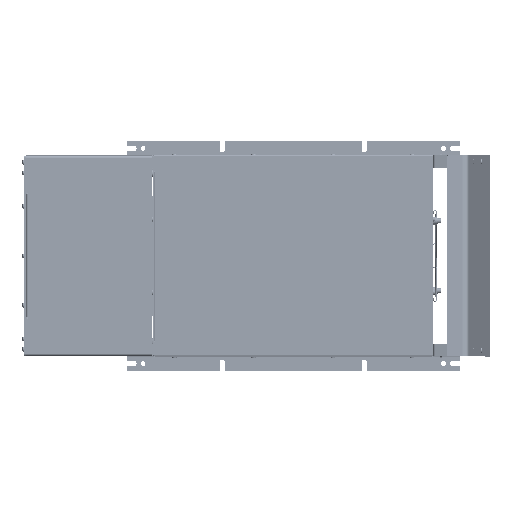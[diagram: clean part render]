
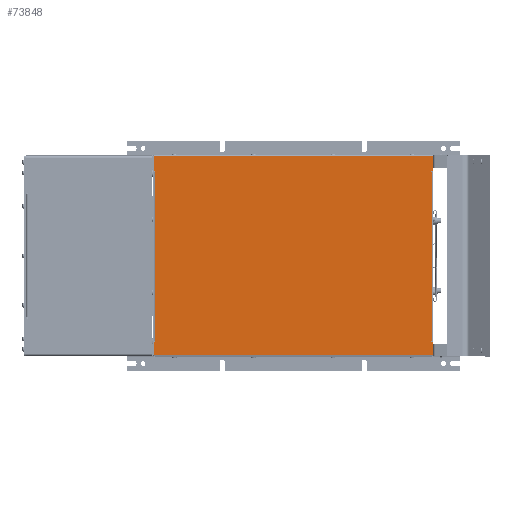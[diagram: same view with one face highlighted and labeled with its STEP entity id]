
A CAD part, top view. The second image highlights one B-rep face of the part: STEP entity #73848.
In plain terms, the highlighted planar face has unit normal (0, 0, 1).
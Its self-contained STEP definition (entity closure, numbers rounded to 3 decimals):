
#4284=LINE('',#108811,#10955);
#4289=LINE('',#108828,#10960);
#4292=LINE('',#108838,#10963);
#4299=LINE('',#108857,#10970);
#4300=LINE('',#108860,#10971);
#4303=LINE('',#108865,#10974);
#4319=LINE('',#108898,#10990);
#4322=LINE('',#108903,#10993);
#4324=LINE('',#108906,#10995);
#4325=LINE('',#108909,#10996);
#4326=LINE('',#108911,#10997);
#4327=LINE('',#108913,#10998);
#4328=LINE('',#108915,#10999);
#4329=LINE('',#108917,#11000);
#4330=LINE('',#108919,#11001);
#4331=LINE('',#108921,#11002);
#4332=LINE('',#108923,#11003);
#4333=LINE('',#108925,#11004);
#4334=LINE('',#108927,#11005);
#4335=LINE('',#108928,#11006);
#10955=VECTOR('',#86992,458.);
#10960=VECTOR('',#87015,22.);
#10963=VECTOR('',#87026,278.);
#10970=VECTOR('',#87049,0.5);
#10971=VECTOR('',#87052,2.5);
#10974=VECTOR('',#87057,1.);
#10990=VECTOR('',#87077,2.5);
#10993=VECTOR('',#87082,0.5);
#10995=VECTOR('',#87086,1.);
#10996=VECTOR('',#87089,22.);
#10997=VECTOR('',#87090,2.5);
#10998=VECTOR('',#87091,1.);
#10999=VECTOR('',#87092,0.5);
#11000=VECTOR('',#87093,278.);
#11001=VECTOR('',#87094,0.5);
#11002=VECTOR('',#87095,1.);
#11003=VECTOR('',#87096,2.5);
#11004=VECTOR('',#87097,24.);
#11005=VECTOR('',#87098,458.);
#11006=VECTOR('',#87099,24.);
#17045=PLANE('',#78043);
#20380=FACE_OUTER_BOUND('',#24552,.T.);
#24552=EDGE_LOOP('',(#53525,#53526,#53527,#53528,#53529,#53530,#53531,#53532,
#53533,#53534,#53535,#53536,#53537,#53538,#53539,#53540,#53541,#53542,#53543,
#53544));
#33132=VERTEX_POINT('',#108808);
#33133=VERTEX_POINT('',#108810);
#33136=VERTEX_POINT('',#108827);
#33138=VERTEX_POINT('',#108835);
#33139=VERTEX_POINT('',#108837);
#33143=VERTEX_POINT('',#108855);
#33144=VERTEX_POINT('',#108859);
#33159=VERTEX_POINT('',#108896);
#33160=VERTEX_POINT('',#108897);
#33161=VERTEX_POINT('',#108902);
#33162=VERTEX_POINT('',#108908);
#33163=VERTEX_POINT('',#108910);
#33164=VERTEX_POINT('',#108912);
#33165=VERTEX_POINT('',#108914);
#33166=VERTEX_POINT('',#108916);
#33167=VERTEX_POINT('',#108918);
#33168=VERTEX_POINT('',#108920);
#33169=VERTEX_POINT('',#108922);
#33170=VERTEX_POINT('',#108924);
#33171=VERTEX_POINT('',#108926);
#41182=EDGE_CURVE('',#33133,#33132,#4284,.T.);
#41190=EDGE_CURVE('',#33133,#33136,#4289,.T.);
#41194=EDGE_CURVE('',#33139,#33138,#4292,.T.);
#41204=EDGE_CURVE('',#33138,#33143,#4299,.T.);
#41205=EDGE_CURVE('',#33144,#33136,#4300,.T.);
#41208=EDGE_CURVE('',#33143,#33144,#4303,.T.);
#41224=EDGE_CURVE('',#33159,#33160,#4319,.T.);
#41227=EDGE_CURVE('',#33161,#33139,#4322,.T.);
#41229=EDGE_CURVE('',#33160,#33161,#4324,.T.);
#41230=EDGE_CURVE('',#33162,#33132,#4325,.T.);
#41231=EDGE_CURVE('',#33162,#33163,#4326,.T.);
#41232=EDGE_CURVE('',#33163,#33164,#4327,.T.);
#41233=EDGE_CURVE('',#33164,#33165,#4328,.T.);
#41234=EDGE_CURVE('',#33165,#33166,#4329,.T.);
#41235=EDGE_CURVE('',#33166,#33167,#4330,.T.);
#41236=EDGE_CURVE('',#33167,#33168,#4331,.T.);
#41237=EDGE_CURVE('',#33168,#33169,#4332,.T.);
#41238=EDGE_CURVE('',#33170,#33169,#4333,.T.);
#41239=EDGE_CURVE('',#33170,#33171,#4334,.T.);
#41240=EDGE_CURVE('',#33159,#33171,#4335,.T.);
#53525=ORIENTED_EDGE('',*,*,#41182,.T.);
#53526=ORIENTED_EDGE('',*,*,#41230,.F.);
#53527=ORIENTED_EDGE('',*,*,#41231,.T.);
#53528=ORIENTED_EDGE('',*,*,#41232,.T.);
#53529=ORIENTED_EDGE('',*,*,#41233,.T.);
#53530=ORIENTED_EDGE('',*,*,#41234,.T.);
#53531=ORIENTED_EDGE('',*,*,#41235,.T.);
#53532=ORIENTED_EDGE('',*,*,#41236,.T.);
#53533=ORIENTED_EDGE('',*,*,#41237,.T.);
#53534=ORIENTED_EDGE('',*,*,#41238,.F.);
#53535=ORIENTED_EDGE('',*,*,#41239,.T.);
#53536=ORIENTED_EDGE('',*,*,#41240,.F.);
#53537=ORIENTED_EDGE('',*,*,#41224,.T.);
#53538=ORIENTED_EDGE('',*,*,#41229,.T.);
#53539=ORIENTED_EDGE('',*,*,#41227,.T.);
#53540=ORIENTED_EDGE('',*,*,#41194,.T.);
#53541=ORIENTED_EDGE('',*,*,#41204,.T.);
#53542=ORIENTED_EDGE('',*,*,#41208,.T.);
#53543=ORIENTED_EDGE('',*,*,#41205,.T.);
#53544=ORIENTED_EDGE('',*,*,#41190,.F.);
#73848=ADVANCED_FACE('',(#20380),#17045,.T.);
#78043=AXIS2_PLACEMENT_3D('',#108907,#87087,#87088);
#86992=DIRECTION('',(-1.,0.,0.));
#87015=DIRECTION('',(0.,-1.,0.));
#87026=DIRECTION('',(0.,1.,0.));
#87049=DIRECTION('',(-1.,0.,0.));
#87052=DIRECTION('',(1.,0.,0.));
#87057=DIRECTION('',(0.,1.,0.));
#87077=DIRECTION('',(-1.,0.,0.));
#87082=DIRECTION('',(1.,0.,0.));
#87086=DIRECTION('',(0.,1.,0.));
#87087=DIRECTION('center_axis',(0.,0.,1.));
#87088=DIRECTION('ref_axis',(1.,0.,0.));
#87089=DIRECTION('',(0.,1.,0.));
#87090=DIRECTION('',(1.,0.,0.));
#87091=DIRECTION('',(0.,-1.,0.));
#87092=DIRECTION('',(-1.,0.,0.));
#87093=DIRECTION('',(0.,-1.,0.));
#87094=DIRECTION('',(1.,0.,0.));
#87095=DIRECTION('',(0.,-1.,0.));
#87096=DIRECTION('',(-1.,0.,0.));
#87097=DIRECTION('',(0.,1.,0.));
#87098=DIRECTION('',(1.,0.,0.));
#87099=DIRECTION('',(0.,-1.,0.));
#108808=CARTESIAN_POINT('',(-229.,163.,1.));
#108810=CARTESIAN_POINT('',(229.,163.,1.));
#108811=CARTESIAN_POINT('',(-114.5,163.,1.));
#108827=CARTESIAN_POINT('',(229.,141.,1.));
#108828=CARTESIAN_POINT('',(229.,165.,1.));
#108835=CARTESIAN_POINT('',(227.,140.,1.));
#108837=CARTESIAN_POINT('',(227.,-138.,1.));
#108838=CARTESIAN_POINT('',(227.,70.,1.));
#108855=CARTESIAN_POINT('',(226.5,140.,1.));
#108857=CARTESIAN_POINT('',(113.25,140.,1.));
#108859=CARTESIAN_POINT('',(226.5,141.,1.));
#108860=CARTESIAN_POINT('',(114.5,141.,1.));
#108865=CARTESIAN_POINT('',(226.5,70.5,1.));
#108896=CARTESIAN_POINT('',(229.,-139.,1.));
#108897=CARTESIAN_POINT('',(226.5,-139.,1.));
#108898=CARTESIAN_POINT('',(113.25,-139.,1.));
#108902=CARTESIAN_POINT('',(226.5,-138.,1.));
#108903=CARTESIAN_POINT('',(114.5,-138.,1.));
#108906=CARTESIAN_POINT('',(226.5,-69.,1.));
#108907=CARTESIAN_POINT('Origin',(0.,0.,1.));
#108908=CARTESIAN_POINT('',(-229.,141.,1.));
#108909=CARTESIAN_POINT('',(-229.,-165.,1.));
#108910=CARTESIAN_POINT('',(-226.5,141.,1.));
#108911=CARTESIAN_POINT('',(-114.5,141.,1.));
#108912=CARTESIAN_POINT('',(-226.5,140.,1.));
#108913=CARTESIAN_POINT('',(-226.5,70.5,1.));
#108914=CARTESIAN_POINT('',(-227.,140.,1.));
#108915=CARTESIAN_POINT('',(-113.25,140.,1.));
#108916=CARTESIAN_POINT('',(-227.,-138.,1.));
#108917=CARTESIAN_POINT('',(-227.,70.,1.));
#108918=CARTESIAN_POINT('',(-226.5,-138.,1.));
#108919=CARTESIAN_POINT('',(-114.5,-138.,1.));
#108920=CARTESIAN_POINT('',(-226.5,-139.,1.));
#108921=CARTESIAN_POINT('',(-226.5,-69.,1.));
#108922=CARTESIAN_POINT('',(-229.,-139.,1.));
#108923=CARTESIAN_POINT('',(-113.25,-139.,1.));
#108924=CARTESIAN_POINT('',(-229.,-163.,1.));
#108925=CARTESIAN_POINT('',(-229.,-165.,1.));
#108926=CARTESIAN_POINT('',(229.,-163.,1.));
#108927=CARTESIAN_POINT('',(-114.5,-163.,1.));
#108928=CARTESIAN_POINT('',(229.,165.,1.));
